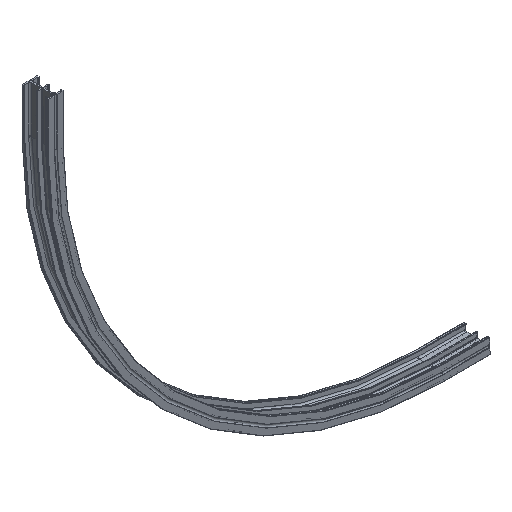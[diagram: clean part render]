
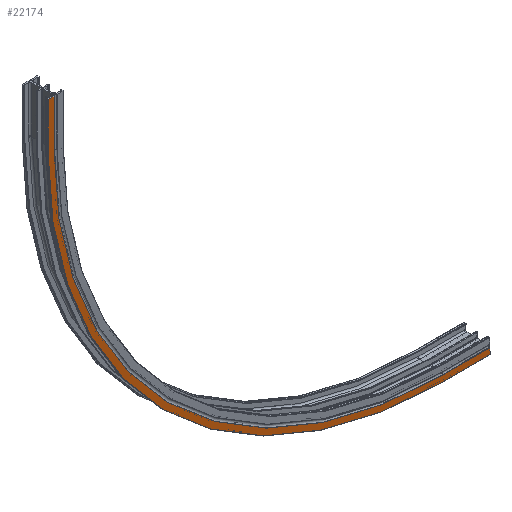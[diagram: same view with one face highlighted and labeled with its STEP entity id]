
A CAD part, isometric view. The second image highlights one B-rep face of the part: STEP entity #22174.
In plain terms, the highlighted planar face has unit normal (0, -1, 0).
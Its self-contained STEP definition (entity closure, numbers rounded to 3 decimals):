
#190 = VECTOR ( 'NONE', #17279, 1000. ) ;
#368 = CARTESIAN_POINT ( 'NONE',  ( 1374.5, -41.25, -1229.217 ) ) ;
#684 = VERTEX_POINT ( 'NONE', #10655 ) ;
#779 = ORIENTED_EDGE ( 'NONE', *, *, #2515, .F. ) ;
#1187 = EDGE_CURVE ( 'NONE', #22261, #10458, #4229, .T. ) ;
#1198 = CARTESIAN_POINT ( 'NONE',  ( 1374.5, -41.25, -1229.217 ) ) ;
#1268 = DIRECTION ( 'NONE',  ( -1., 0., 0. ) ) ;
#1535 = LINE ( 'NONE', #22479, #190 ) ;
#1652 = VECTOR ( 'NONE', #20788, 1000. ) ;
#1817 = CARTESIAN_POINT ( 'NONE',  ( 24.5, -41.25, 150. ) ) ;
#2515 = EDGE_CURVE ( 'NONE', #22261, #15656, #2814, .T. ) ;
#2814 = LINE ( 'NONE', #1198, #5533 ) ;
#2890 = DIRECTION ( 'NONE',  ( 0., 0., 1. ) ) ;
#2961 = ORIENTED_EDGE ( 'NONE', *, *, #1187, .T. ) ;
#2986 = LINE ( 'NONE', #17215, #1652 ) ;
#3698 = VECTOR ( 'NONE', #1268, 1000. ) ;
#3849 = CARTESIAN_POINT ( 'NONE',  ( 1374.5, -41.25, -1248. ) ) ;
#4085 = EDGE_CURVE ( 'NONE', #7068, #11106, #16840, .T. ) ;
#4229 = LINE ( 'NONE', #6106, #3698 ) ;
#4261 = VECTOR ( 'NONE', #6718, 1000. ) ;
#5219 = DIRECTION ( 'NONE',  ( 0., 1., 0. ) ) ;
#5441 = ORIENTED_EDGE ( 'NONE', *, *, #9068, .T. ) ;
#5533 = VECTOR ( 'NONE', #9703, 1000. ) ;
#6106 = CARTESIAN_POINT ( 'NONE',  ( 1374.5, -41.25, -1229.217 ) ) ;
#6213 = DIRECTION ( 'NONE',  ( 0., 1., 0. ) ) ;
#6665 = ORIENTED_EDGE ( 'NONE', *, *, #7993, .T. ) ;
#6681 = AXIS2_PLACEMENT_3D ( 'NONE', #1817, #5219, #13983 ) ;
#6718 = DIRECTION ( 'NONE',  ( 0., 0., -1. ) ) ;
#7068 = VERTEX_POINT ( 'NONE', #17967 ) ;
#7279 = ORIENTED_EDGE ( 'NONE', *, *, #21740, .F. ) ;
#7786 = CARTESIAN_POINT ( 'NONE',  ( -23.5, -41.25, 0. ) ) ;
#7993 = EDGE_CURVE ( 'NONE', #684, #11106, #11005, .T. ) ;
#9068 = EDGE_CURVE ( 'NONE', #14844, #12700, #12263, .T. ) ;
#9703 = DIRECTION ( 'NONE',  ( 0., 0., -1. ) ) ;
#10155 = CARTESIAN_POINT ( 'NONE',  ( -4.717, -41.25, 150. ) ) ;
#10331 = ORIENTED_EDGE ( 'NONE', *, *, #12893, .T. ) ;
#10350 = AXIS2_PLACEMENT_3D ( 'NONE', #13537, #17004, #16859 ) ;
#10458 = VERTEX_POINT ( 'NONE', #20718 ) ;
#10655 = CARTESIAN_POINT ( 'NONE',  ( -23.5, -41.25, 150. ) ) ;
#11005 = LINE ( 'NONE', #11616, #4261 ) ;
#11087 = ORIENTED_EDGE ( 'NONE', *, *, #4085, .F. ) ;
#11106 = VERTEX_POINT ( 'NONE', #7786 ) ;
#11513 = AXIS2_PLACEMENT_3D ( 'NONE', #16504, #6213, #2890 ) ;
#11616 = CARTESIAN_POINT ( 'NONE',  ( -23.5, -41.25, 150. ) ) ;
#12263 = LINE ( 'NONE', #10155, #21873 ) ;
#12700 = VERTEX_POINT ( 'NONE', #16430 ) ;
#12893 = EDGE_CURVE ( 'NONE', #10458, #14844, #22385, .T. ) ;
#12933 = CARTESIAN_POINT ( 'NONE',  ( -4.717, -41.25, 0. ) ) ;
#13537 = CARTESIAN_POINT ( 'NONE',  ( 1224.5, -41.25, 0. ) ) ;
#13983 = DIRECTION ( 'NONE',  ( -1., 0., 0. ) ) ;
#14844 = VERTEX_POINT ( 'NONE', #12933 ) ;
#15238 = EDGE_LOOP ( 'NONE', ( #6665, #11087, #7279, #779, #2961, #10331, #5441, #18048 ) ) ;
#15656 = VERTEX_POINT ( 'NONE', #3849 ) ;
#16430 = CARTESIAN_POINT ( 'NONE',  ( -4.717, -41.25, 150. ) ) ;
#16504 = CARTESIAN_POINT ( 'NONE',  ( 1224.5, -41.25, 0. ) ) ;
#16840 = CIRCLE ( 'NONE', #10350, 1248. ) ;
#16859 = DIRECTION ( 'NONE',  ( 0., 0., 1. ) ) ;
#17004 = DIRECTION ( 'NONE',  ( 0., 1., 0. ) ) ;
#17143 = DIRECTION ( 'NONE',  ( 0., 0., 1. ) ) ;
#17215 = CARTESIAN_POINT ( 'NONE',  ( 24.5, -41.25, 150. ) ) ;
#17279 = DIRECTION ( 'NONE',  ( -1., 0., 0. ) ) ;
#17517 = PLANE ( 'NONE',  #6681 ) ;
#17967 = CARTESIAN_POINT ( 'NONE',  ( 1224.5, -41.25, -1248. ) ) ;
#18048 = ORIENTED_EDGE ( 'NONE', *, *, #18714, .F. ) ;
#18563 = FACE_OUTER_BOUND ( 'NONE', #15238, .T. ) ;
#18714 = EDGE_CURVE ( 'NONE', #684, #12700, #2986, .T. ) ;
#20718 = CARTESIAN_POINT ( 'NONE',  ( 1224.5, -41.25, -1229.217 ) ) ;
#20788 = DIRECTION ( 'NONE',  ( 1., 0., 0. ) ) ;
#21740 = EDGE_CURVE ( 'NONE', #15656, #7068, #1535, .T. ) ;
#21873 = VECTOR ( 'NONE', #17143, 1000. ) ;
#22174 = ADVANCED_FACE ( 'NONE', ( #18563 ), #17517, .F. ) ;
#22261 = VERTEX_POINT ( 'NONE', #368 ) ;
#22385 = CIRCLE ( 'NONE', #11513, 1229.217 ) ;
#22479 = CARTESIAN_POINT ( 'NONE',  ( 1374.5, -41.25, -1248. ) ) ;
